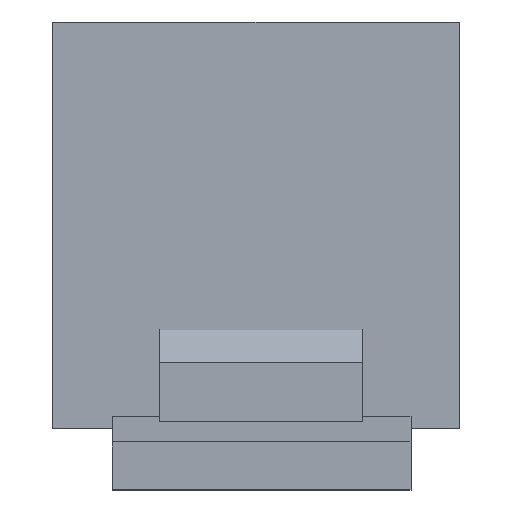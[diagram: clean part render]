
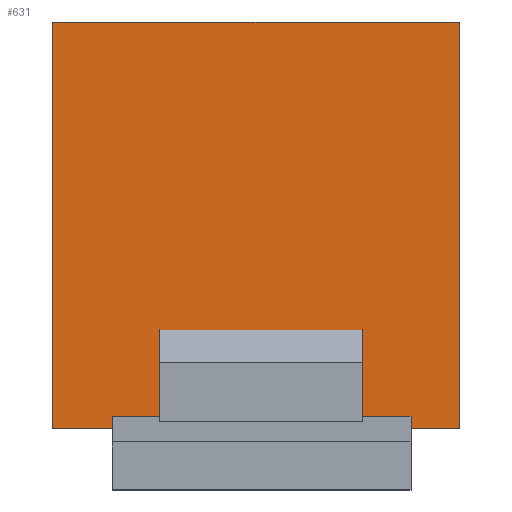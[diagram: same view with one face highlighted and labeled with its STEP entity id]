
A CAD part, top view. The second image highlights one B-rep face of the part: STEP entity #631.
In plain terms, the highlighted face is planar.
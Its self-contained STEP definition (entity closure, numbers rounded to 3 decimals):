
#34 = VERTEX_POINT ( 'NONE', #1009 ) ;
#43 = VECTOR ( 'NONE', #2243, 1000. ) ;
#83 = DIRECTION ( 'NONE',  ( 0., 0., -1. ) ) ;
#130 = ORIENTED_EDGE ( 'NONE', *, *, #1495, .F. ) ;
#237 = LINE ( 'NONE', #711, #1903 ) ;
#405 = CARTESIAN_POINT ( 'NONE',  ( -2., 0., 0. ) ) ;
#513 = CARTESIAN_POINT ( 'NONE',  ( -2., 0., 0. ) ) ;
#516 = DIRECTION ( 'NONE',  ( 0., 0., -1. ) ) ;
#529 = ORIENTED_EDGE ( 'NONE', *, *, #1622, .F. ) ;
#599 = CARTESIAN_POINT ( 'NONE',  ( -2., 0., -68.6 ) ) ;
#629 = VECTOR ( 'NONE', #516, 1000. ) ;
#631 = ADVANCED_FACE ( 'NONE', ( #741 ), #2396, .F. ) ;
#711 = CARTESIAN_POINT ( 'NONE',  ( -2., 0., -68.6 ) ) ;
#741 = FACE_OUTER_BOUND ( 'NONE', #1872, .T. ) ;
#751 = VECTOR ( 'NONE', #83, 1000. ) ;
#1009 = CARTESIAN_POINT ( 'NONE',  ( -2., 68.6, -68.6 ) ) ;
#1177 = AXIS2_PLACEMENT_3D ( 'NONE', #1661, #1885, #2337 ) ;
#1248 = CARTESIAN_POINT ( 'NONE',  ( -2., 0., 0. ) ) ;
#1329 = VERTEX_POINT ( 'NONE', #1248 ) ;
#1495 = EDGE_CURVE ( 'NONE', #1718, #34, #237, .T. ) ;
#1622 = EDGE_CURVE ( 'NONE', #1329, #1718, #2139, .T. ) ;
#1661 = CARTESIAN_POINT ( 'NONE',  ( -2., 0., 0. ) ) ;
#1695 = ORIENTED_EDGE ( 'NONE', *, *, #2976, .T. ) ;
#1718 = VERTEX_POINT ( 'NONE', #599 ) ;
#1872 = EDGE_LOOP ( 'NONE', ( #2884, #130, #529, #1695 ) ) ;
#1885 = DIRECTION ( 'NONE',  ( 1., 0., 0. ) ) ;
#1903 = VECTOR ( 'NONE', #2678, 1000. ) ;
#1904 = CARTESIAN_POINT ( 'NONE',  ( -2., 68.6, 0. ) ) ;
#2127 = LINE ( 'NONE', #1904, #629 ) ;
#2139 = LINE ( 'NONE', #513, #751 ) ;
#2243 = DIRECTION ( 'NONE',  ( 0., 1., 0. ) ) ;
#2337 = DIRECTION ( 'NONE',  ( 0., 0., -1. ) ) ;
#2396 = PLANE ( 'NONE',  #1177 ) ;
#2463 = LINE ( 'NONE', #405, #43 ) ;
#2620 = EDGE_CURVE ( 'NONE', #2624, #34, #2127, .T. ) ;
#2624 = VERTEX_POINT ( 'NONE', #2800 ) ;
#2678 = DIRECTION ( 'NONE',  ( 0., 1., 0. ) ) ;
#2800 = CARTESIAN_POINT ( 'NONE',  ( -2., 68.6, 0. ) ) ;
#2884 = ORIENTED_EDGE ( 'NONE', *, *, #2620, .T. ) ;
#2976 = EDGE_CURVE ( 'NONE', #1329, #2624, #2463, .T. ) ;
